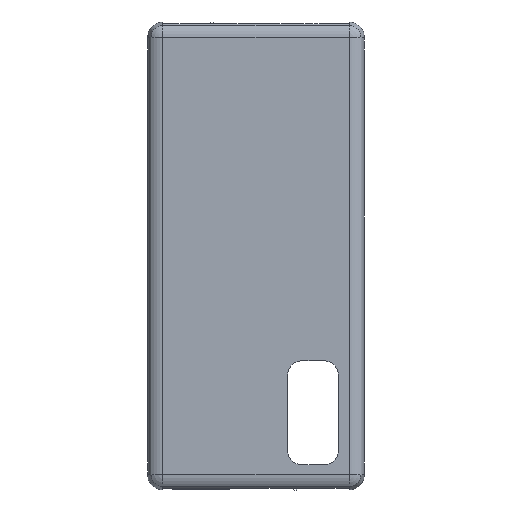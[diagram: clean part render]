
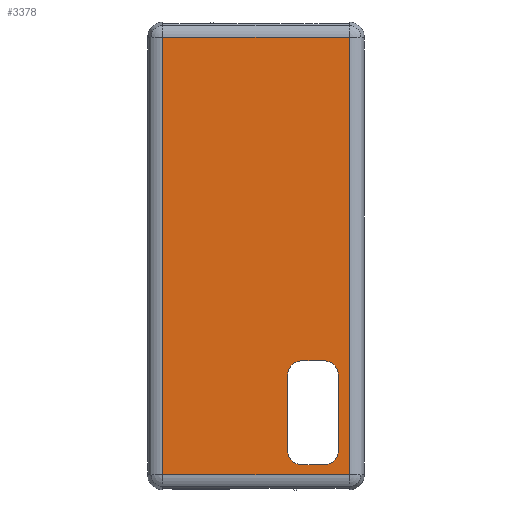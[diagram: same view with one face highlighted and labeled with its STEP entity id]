
A CAD part, top view. The second image highlights one B-rep face of the part: STEP entity #3378.
In plain terms, the highlighted planar face has unit normal (0, 0, 1).
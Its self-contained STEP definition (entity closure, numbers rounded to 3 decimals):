
#24=FACE_BOUND('',#1104,.T.);
#393=LINE('',#7516,#607);
#397=LINE('',#7535,#611);
#406=LINE('',#7650,#620);
#411=LINE('',#7664,#625);
#415=LINE('',#7676,#629);
#419=LINE('',#7688,#633);
#422=LINE('',#7696,#636);
#423=LINE('',#7697,#637);
#607=VECTOR('',#4032,10.);
#611=VECTOR('',#4056,10.);
#620=VECTOR('',#4149,10.);
#625=VECTOR('',#4162,10.);
#629=VECTOR('',#4174,10.);
#633=VECTOR('',#4186,10.);
#636=VECTOR('',#4197,10.);
#637=VECTOR('',#4198,10.);
#774=PLANE('',#3658);
#906=FACE_OUTER_BOUND('',#1103,.T.);
#1103=EDGE_LOOP('',(#2697,#2698,#2699,#2700));
#1104=EDGE_LOOP('',(#2701,#2702,#2703,#2704,#2705,#2706,#2707,#2708));
#1330=CIRCLE('',#3644,4.75);
#1332=CIRCLE('',#3648,4.75);
#1334=CIRCLE('',#3652,4.75);
#1336=CIRCLE('',#3656,4.75);
#1505=VERTEX_POINT('',#7513);
#1506=VERTEX_POINT('',#7515);
#1511=VERTEX_POINT('',#7533);
#1524=VERTEX_POINT('',#7591);
#1538=VERTEX_POINT('',#7648);
#1539=VERTEX_POINT('',#7649);
#1542=VERTEX_POINT('',#7657);
#1544=VERTEX_POINT('',#7663);
#1546=VERTEX_POINT('',#7669);
#1548=VERTEX_POINT('',#7675);
#1550=VERTEX_POINT('',#7681);
#1552=VERTEX_POINT('',#7687);
#1900=EDGE_CURVE('',#1505,#1506,#393,.T.);
#1910=EDGE_CURVE('',#1511,#1506,#397,.T.);
#1950=EDGE_CURVE('',#1538,#1539,#406,.T.);
#1954=EDGE_CURVE('',#1539,#1542,#1330,.T.);
#1957=EDGE_CURVE('',#1542,#1544,#411,.T.);
#1960=EDGE_CURVE('',#1544,#1546,#1332,.T.);
#1963=EDGE_CURVE('',#1546,#1548,#415,.T.);
#1966=EDGE_CURVE('',#1550,#1538,#1334,.T.);
#1969=EDGE_CURVE('',#1552,#1550,#419,.T.);
#1972=EDGE_CURVE('',#1548,#1552,#1336,.T.);
#1974=EDGE_CURVE('',#1524,#1505,#422,.T.);
#1975=EDGE_CURVE('',#1511,#1524,#423,.T.);
#2697=ORIENTED_EDGE('',*,*,#1974,.F.);
#2698=ORIENTED_EDGE('',*,*,#1975,.F.);
#2699=ORIENTED_EDGE('',*,*,#1910,.T.);
#2700=ORIENTED_EDGE('',*,*,#1900,.F.);
#2701=ORIENTED_EDGE('',*,*,#1963,.T.);
#2702=ORIENTED_EDGE('',*,*,#1972,.T.);
#2703=ORIENTED_EDGE('',*,*,#1969,.T.);
#2704=ORIENTED_EDGE('',*,*,#1966,.T.);
#2705=ORIENTED_EDGE('',*,*,#1950,.T.);
#2706=ORIENTED_EDGE('',*,*,#1954,.T.);
#2707=ORIENTED_EDGE('',*,*,#1957,.T.);
#2708=ORIENTED_EDGE('',*,*,#1960,.T.);
#3378=ADVANCED_FACE('',(#906,#24),#774,.T.);
#3644=AXIS2_PLACEMENT_3D('',#7658,#4155,#4156);
#3648=AXIS2_PLACEMENT_3D('',#7670,#4167,#4168);
#3652=AXIS2_PLACEMENT_3D('',#7682,#4179,#4180);
#3656=AXIS2_PLACEMENT_3D('',#7693,#4191,#4192);
#3658=AXIS2_PLACEMENT_3D('',#7695,#4195,#4196);
#4032=DIRECTION('',(-1.,0.,0.));
#4056=DIRECTION('',(0.,-1.,0.));
#4149=DIRECTION('',(1.,0.,0.));
#4155=DIRECTION('center_axis',(0.,0.,-1.));
#4156=DIRECTION('ref_axis',(1.,0.,0.));
#4162=DIRECTION('',(0.,-1.,0.));
#4167=DIRECTION('center_axis',(0.,0.,-1.));
#4168=DIRECTION('ref_axis',(0.,-1.,0.));
#4174=DIRECTION('',(-1.,0.,0.));
#4179=DIRECTION('center_axis',(0.,0.,-1.));
#4180=DIRECTION('ref_axis',(0.,1.,0.));
#4186=DIRECTION('',(0.,1.,0.));
#4191=DIRECTION('center_axis',(0.,0.,-1.));
#4192=DIRECTION('ref_axis',(-1.,0.,0.));
#4195=DIRECTION('center_axis',(0.,0.,1.));
#4196=DIRECTION('ref_axis',(0.,1.,0.));
#4197=DIRECTION('',(0.,-1.,0.));
#4198=DIRECTION('',(1.,0.,0.));
#7513=CARTESIAN_POINT('',(30.6,31.224,-5.));
#7515=CARTESIAN_POINT('',(-30.6,31.224,-5.));
#7516=CARTESIAN_POINT('',(30.6,31.224,-5.));
#7533=CARTESIAN_POINT('',(-30.6,174.876,-5.));
#7535=CARTESIAN_POINT('',(-30.6,174.876,-5.));
#7591=CARTESIAN_POINT('',(30.6,174.876,-5.));
#7648=CARTESIAN_POINT('',(15.1,68.6,-5.));
#7649=CARTESIAN_POINT('',(22.35,68.6,-5.));
#7650=CARTESIAN_POINT('',(22.85,68.6,-5.));
#7657=CARTESIAN_POINT('',(27.1,63.85,-5.));
#7658=CARTESIAN_POINT('Origin',(22.35,63.85,-5.));
#7663=CARTESIAN_POINT('',(27.1,39.2,-5.));
#7664=CARTESIAN_POINT('',(27.1,47.537,-5.));
#7669=CARTESIAN_POINT('',(22.35,34.45,-5.));
#7670=CARTESIAN_POINT('Origin',(22.35,39.2,-5.));
#7675=CARTESIAN_POINT('',(15.1,34.45,-5.));
#7676=CARTESIAN_POINT('',(26.475,34.45,-5.));
#7681=CARTESIAN_POINT('',(10.35,63.85,-5.));
#7682=CARTESIAN_POINT('Origin',(15.1,63.85,-5.));
#7687=CARTESIAN_POINT('',(10.35,39.2,-5.));
#7688=CARTESIAN_POINT('',(10.35,35.212,-5.));
#7693=CARTESIAN_POINT('Origin',(15.1,39.2,-5.));
#7695=CARTESIAN_POINT('Origin',(30.6,31.224,-5.));
#7696=CARTESIAN_POINT('',(30.6,174.876,-5.));
#7697=CARTESIAN_POINT('',(0.,174.876,-5.));
